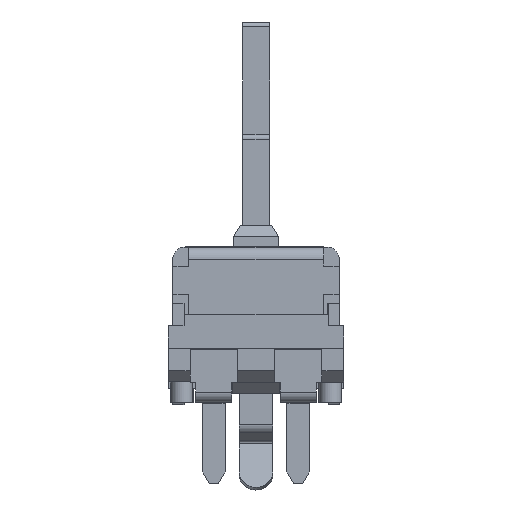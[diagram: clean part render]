
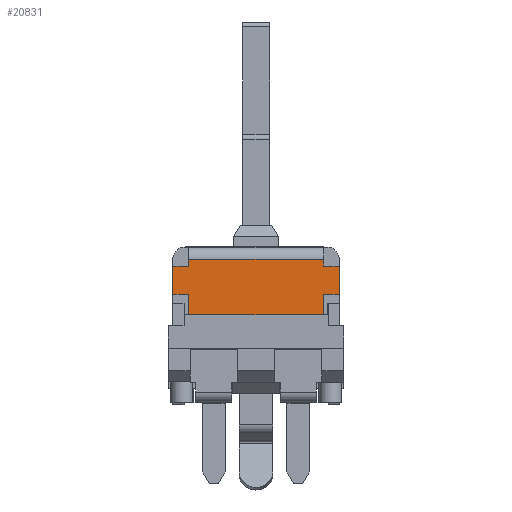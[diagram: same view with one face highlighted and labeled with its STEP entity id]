
A CAD part, left-side view. The second image highlights one B-rep face of the part: STEP entity #20831.
In plain terms, the highlighted planar face has unit normal (-1, 0, 0).
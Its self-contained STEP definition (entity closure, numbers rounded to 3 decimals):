
#4282 = CARTESIAN_POINT ( 'NONE',  ( -16.79, -1.903, 1.506 ) ) ;
#4286 = CARTESIAN_POINT ( 'NONE',  ( -16.79, -1.903, 0.806 ) ) ;
#4367 = CARTESIAN_POINT ( 'NONE',  ( -16.79, -0.653, -5.194 ) ) ;
#4372 = CARTESIAN_POINT ( 'NONE',  ( -16.79, -0.353, -5.194 ) ) ;
#4419 = CARTESIAN_POINT ( 'NONE',  ( -16.79, -2.803, 0.806 ) ) ;
#4430 = CARTESIAN_POINT ( 'NONE',  ( -16.79, -0.653, -5.894 ) ) ;
#4444 = CARTESIAN_POINT ( 'NONE',  ( -16.79, -2.803, -5.194 ) ) ;
#4446 = CARTESIAN_POINT ( 'NONE',  ( -16.79, -0.353, 0.806 ) ) ;
#5315 = CARTESIAN_POINT ( 'NONE',  ( -16.79, -0.653, 0.806 ) ) ;
#5316 = DIRECTION ( 'NONE',  ( 0., 0., -1. ) ) ;
#5360 = CARTESIAN_POINT ( 'NONE',  ( -16.79, -2.803, -6.094 ) ) ;
#5364 = DIRECTION ( 'NONE',  ( 0., 0., 1. ) ) ;
#5479 = CARTESIAN_POINT ( 'NONE',  ( -16.79, -0.653, -5.194 ) ) ;
#5480 = DIRECTION ( 'NONE',  ( 0., 0., -1. ) ) ;
#5529 = CARTESIAN_POINT ( 'NONE',  ( -16.79, -1.903, 0.806 ) ) ;
#5530 = DIRECTION ( 'NONE',  ( 0., 0., 1. ) ) ;
#5584 = CARTESIAN_POINT ( 'NONE',  ( -16.79, -0.353, 0.806 ) ) ;
#5585 = DIRECTION ( 'NONE',  ( 0., 0., -1. ) ) ;
#5608 = CARTESIAN_POINT ( 'NONE',  ( -16.79, -1.903, -5.194 ) ) ;
#5609 = DIRECTION ( 'NONE',  ( 0., 0., 1. ) ) ;
#5612 = CARTESIAN_POINT ( 'NONE',  ( -16.79, 0.197, -5.194 ) ) ;
#5613 = DIRECTION ( 'NONE',  ( 0., -1., 0. ) ) ;
#5654 = CARTESIAN_POINT ( 'NONE',  ( -16.79, -3.303, -5.194 ) ) ;
#5660 = DIRECTION ( 'NONE',  ( 0., 1., 0. ) ) ;
#5669 = CARTESIAN_POINT ( 'NONE',  ( -16.79, 0.197, 0.806 ) ) ;
#5670 = DIRECTION ( 'NONE',  ( 0., -1., 0. ) ) ;
#5700 = CARTESIAN_POINT ( 'NONE',  ( -16.79, 0.197, 0.806 ) ) ;
#5701 = DIRECTION ( 'NONE',  ( 0., -1., 0. ) ) ;
#5761 = CARTESIAN_POINT ( 'NONE',  ( -16.79, -1.903, -5.894 ) ) ;
#5762 = DIRECTION ( 'NONE',  ( 0., -1., 0. ) ) ;
#5802 = CARTESIAN_POINT ( 'NONE',  ( -16.79, -1.903, 1.506 ) ) ;
#5803 = DIRECTION ( 'NONE',  ( 0., 1., 0. ) ) ;
#6489 = CARTESIAN_POINT ( 'NONE',  ( -16.79, -2.803, -6.094 ) ) ;
#6498 = PLANE ( 'NONE',  #29846 ) ;
#6512 = DIRECTION ( 'NONE',  ( 1., 0., 0. ) ) ;
#6513 = DIRECTION ( 'NONE',  ( 0., 0., -1. ) ) ;
#6579 = LINE ( 'NONE', #5315, #6580 ) ;
#6580 = VECTOR ( 'NONE', #5316, 1000. ) ;
#6610 = LINE ( 'NONE', #5360, #6624 ) ;
#6624 = VECTOR ( 'NONE', #5364, 1000. ) ;
#6738 = LINE ( 'NONE', #5479, #6739 ) ;
#6739 = VECTOR ( 'NONE', #5480, 1000. ) ;
#6794 = LINE ( 'NONE', #5529, #6795 ) ;
#6795 = VECTOR ( 'NONE', #5530, 1000. ) ;
#6835 = LINE ( 'NONE', #5584, #6836 ) ;
#6836 = VECTOR ( 'NONE', #5585, 1000. ) ;
#6859 = LINE ( 'NONE', #5608, #6860 ) ;
#6860 = VECTOR ( 'NONE', #5609, 1000. ) ;
#6863 = LINE ( 'NONE', #5612, #6864 ) ;
#6864 = VECTOR ( 'NONE', #5613, 1000. ) ;
#6886 = LINE ( 'NONE', #5654, #6897 ) ;
#6897 = VECTOR ( 'NONE', #5660, 1000. ) ;
#6907 = LINE ( 'NONE', #5669, #6908 ) ;
#6908 = VECTOR ( 'NONE', #5670, 1000. ) ;
#6939 = LINE ( 'NONE', #5700, #6940 ) ;
#6940 = VECTOR ( 'NONE', #5701, 1000. ) ;
#6999 = LINE ( 'NONE', #5761, #7000 ) ;
#7000 = VECTOR ( 'NONE', #5762, 1000. ) ;
#7035 = LINE ( 'NONE', #5802, #7036 ) ;
#7036 = VECTOR ( 'NONE', #5803, 1000. ) ;
#7468 = FACE_OUTER_BOUND ( 'NONE', #17976, .T. ) ;
#7564 = VERTEX_POINT ( 'NONE', #15247 ) ;
#7673 = VERTEX_POINT ( 'NONE', #15228 ) ;
#7675 = VERTEX_POINT ( 'NONE', #15227 ) ;
#7677 = VERTEX_POINT ( 'NONE', #15226 ) ;
#15226 = CARTESIAN_POINT ( 'NONE',  ( -16.79, -1.903, -5.894 ) ) ;
#15227 = CARTESIAN_POINT ( 'NONE',  ( -16.79, -0.653, 1.506 ) ) ;
#15228 = CARTESIAN_POINT ( 'NONE',  ( -16.79, -1.903, -5.194 ) ) ;
#15247 = CARTESIAN_POINT ( 'NONE',  ( -16.79, -0.653, 0.806 ) ) ;
#16586 = VERTEX_POINT ( 'NONE', #4282 ) ;
#16590 = VERTEX_POINT ( 'NONE', #4286 ) ;
#16671 = VERTEX_POINT ( 'NONE', #4367 ) ;
#16676 = VERTEX_POINT ( 'NONE', #4372 ) ;
#16727 = VERTEX_POINT ( 'NONE', #4419 ) ;
#16739 = VERTEX_POINT ( 'NONE', #4430 ) ;
#16753 = VERTEX_POINT ( 'NONE', #4444 ) ;
#16755 = VERTEX_POINT ( 'NONE', #4446 ) ;
#17976 = EDGE_LOOP ( 'NONE', ( #19594, #19593, #19592, #19590, #19588, #19587, #19586, #19585, #19584, #19581, #19579, #19577 ) ) ;
#18649 = EDGE_CURVE ( 'NONE', #7675, #7564, #6579, .T. ) ;
#18671 = EDGE_CURVE ( 'NONE', #16753, #16727, #6610, .T. ) ;
#18725 = EDGE_CURVE ( 'NONE', #16671, #16739, #6738, .T. ) ;
#18750 = EDGE_CURVE ( 'NONE', #16590, #16586, #6794, .T. ) ;
#18774 = EDGE_CURVE ( 'NONE', #16755, #16676, #6835, .T. ) ;
#18786 = EDGE_CURVE ( 'NONE', #7677, #7673, #6859, .T. ) ;
#18788 = EDGE_CURVE ( 'NONE', #7673, #16753, #6863, .T. ) ;
#18808 = EDGE_CURVE ( 'NONE', #16671, #16676, #6886, .T. ) ;
#18813 = EDGE_CURVE ( 'NONE', #16590, #16727, #6907, .T. ) ;
#18828 = EDGE_CURVE ( 'NONE', #16755, #7564, #6939, .T. ) ;
#18856 = EDGE_CURVE ( 'NONE', #16739, #7677, #6999, .T. ) ;
#18875 = EDGE_CURVE ( 'NONE', #16586, #7675, #7035, .T. ) ;
#19577 = ORIENTED_EDGE ( 'NONE', *, *, #18786, .T. ) ;
#19579 = ORIENTED_EDGE ( 'NONE', *, *, #18856, .T. ) ;
#19581 = ORIENTED_EDGE ( 'NONE', *, *, #18725, .T. ) ;
#19584 = ORIENTED_EDGE ( 'NONE', *, *, #18808, .F. ) ;
#19585 = ORIENTED_EDGE ( 'NONE', *, *, #18774, .T. ) ;
#19586 = ORIENTED_EDGE ( 'NONE', *, *, #18828, .F. ) ;
#19587 = ORIENTED_EDGE ( 'NONE', *, *, #18649, .T. ) ;
#19588 = ORIENTED_EDGE ( 'NONE', *, *, #18875, .T. ) ;
#19590 = ORIENTED_EDGE ( 'NONE', *, *, #18750, .T. ) ;
#19592 = ORIENTED_EDGE ( 'NONE', *, *, #18813, .F. ) ;
#19593 = ORIENTED_EDGE ( 'NONE', *, *, #18671, .T. ) ;
#19594 = ORIENTED_EDGE ( 'NONE', *, *, #18788, .T. ) ;
#20831 = ADVANCED_FACE ( 'NONE', ( #7468 ), #6498, .F. ) ;
#29846 = AXIS2_PLACEMENT_3D ( 'NONE', #6489, #6512, #6513 ) ;
